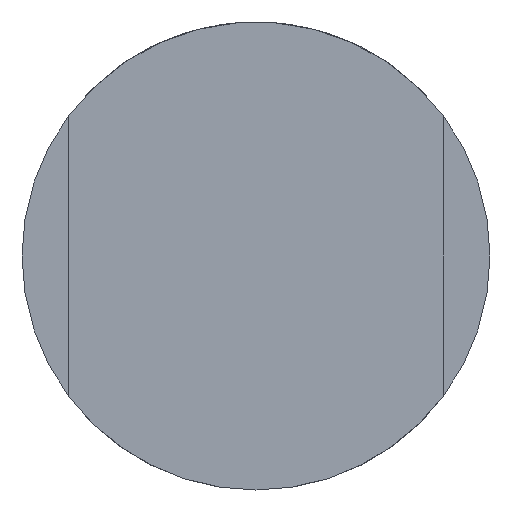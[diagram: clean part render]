
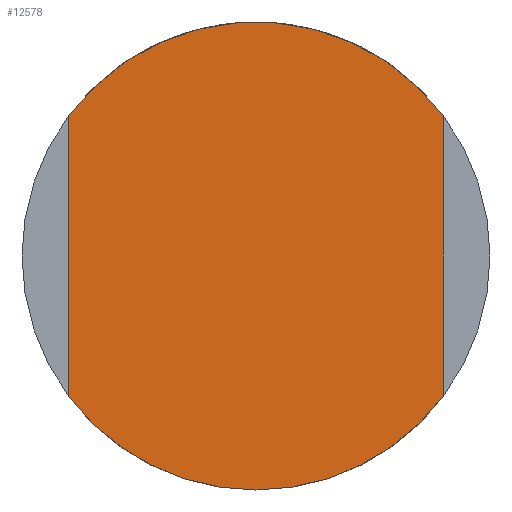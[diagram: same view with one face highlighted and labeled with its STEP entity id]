
A CAD part, front view. The second image highlights one B-rep face of the part: STEP entity #12578.
In plain terms, the highlighted planar face has unit normal (0, -1, 0).
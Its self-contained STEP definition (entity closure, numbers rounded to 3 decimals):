
#259 = CARTESIAN_POINT ( 'NONE',  ( 0., 0., -5. ) ) ;
#810 = VERTEX_POINT ( 'NONE', #26261 ) ;
#1343 = VECTOR ( 'NONE', #40054, 1000. ) ;
#2609 = EDGE_CURVE ( 'NONE', #810, #3542, #41383, .T. ) ;
#3542 = VERTEX_POINT ( 'NONE', #30234 ) ;
#3585 = CIRCLE ( 'NONE', #40194, 5. ) ;
#4476 = ORIENTED_EDGE ( 'NONE', *, *, #5055, .F. ) ;
#5055 = EDGE_CURVE ( 'NONE', #12200, #10515, #21580, .T. ) ;
#5267 = DIRECTION ( 'NONE',  ( 0., 1., 0. ) ) ;
#5675 = DIRECTION ( 'NONE',  ( 0., 1., 0. ) ) ;
#8236 = ORIENTED_EDGE ( 'NONE', *, *, #32498, .F. ) ;
#9567 = ORIENTED_EDGE ( 'NONE', *, *, #2609, .F. ) ;
#9682 = DIRECTION ( 'NONE',  ( 0., 1., 0. ) ) ;
#10262 = PLANE ( 'NONE',  #44092 ) ;
#10515 = VERTEX_POINT ( 'NONE', #26158 ) ;
#12200 = VERTEX_POINT ( 'NONE', #259 ) ;
#12578 = ADVANCED_FACE ( 'NONE', ( #45173 ), #10262, .F. ) ;
#12789 = AXIS2_PLACEMENT_3D ( 'NONE', #41135, #9682, #23689 ) ;
#13015 = CARTESIAN_POINT ( 'NONE',  ( 0., 0., 0. ) ) ;
#15006 = ORIENTED_EDGE ( 'NONE', *, *, #27121, .F. ) ;
#18936 = CARTESIAN_POINT ( 'NONE',  ( 4., 0., 0. ) ) ;
#19265 = DIRECTION ( 'NONE',  ( 0., 0., 1. ) ) ;
#19662 = VERTEX_POINT ( 'NONE', #37723 ) ;
#19893 = EDGE_LOOP ( 'NONE', ( #8236, #15006, #9567, #25905, #4476 ) ) ;
#21580 = CIRCLE ( 'NONE', #23785, 5. ) ;
#21879 = VECTOR ( 'NONE', #43807, 1000. ) ;
#22181 = DIRECTION ( 'NONE',  ( 0., 0., 1. ) ) ;
#22715 = CARTESIAN_POINT ( 'NONE',  ( 0., 0., 0. ) ) ;
#23689 = DIRECTION ( 'NONE',  ( 0., 0., 1. ) ) ;
#23785 = AXIS2_PLACEMENT_3D ( 'NONE', #29746, #32970, #22181 ) ;
#25905 = ORIENTED_EDGE ( 'NONE', *, *, #27698, .T. ) ;
#26056 = LINE ( 'NONE', #18936, #1343 ) ;
#26158 = CARTESIAN_POINT ( 'NONE',  ( -4., 0., -3. ) ) ;
#26261 = CARTESIAN_POINT ( 'NONE',  ( -4., 0., 3. ) ) ;
#27121 = EDGE_CURVE ( 'NONE', #3542, #19662, #26056, .T. ) ;
#27698 = EDGE_CURVE ( 'NONE', #810, #10515, #29562, .T. ) ;
#29562 = LINE ( 'NONE', #37138, #21879 ) ;
#29746 = CARTESIAN_POINT ( 'NONE',  ( 0., 0., 0. ) ) ;
#30234 = CARTESIAN_POINT ( 'NONE',  ( 4., 0., 3. ) ) ;
#32498 = EDGE_CURVE ( 'NONE', #19662, #12200, #3585, .T. ) ;
#32970 = DIRECTION ( 'NONE',  ( 0., 1., 0. ) ) ;
#33689 = DIRECTION ( 'NONE',  ( 0., 0., 1. ) ) ;
#37138 = CARTESIAN_POINT ( 'NONE',  ( -4., 0., 3. ) ) ;
#37723 = CARTESIAN_POINT ( 'NONE',  ( 4., 0., -3. ) ) ;
#40054 = DIRECTION ( 'NONE',  ( 0., 0., -1. ) ) ;
#40194 = AXIS2_PLACEMENT_3D ( 'NONE', #22715, #5267, #19265 ) ;
#41135 = CARTESIAN_POINT ( 'NONE',  ( 0., 0., 0. ) ) ;
#41383 = CIRCLE ( 'NONE', #12789, 5. ) ;
#43807 = DIRECTION ( 'NONE',  ( 0., 0., -1. ) ) ;
#44092 = AXIS2_PLACEMENT_3D ( 'NONE', #13015, #5675, #33689 ) ;
#45173 = FACE_OUTER_BOUND ( 'NONE', #19893, .T. ) ;
